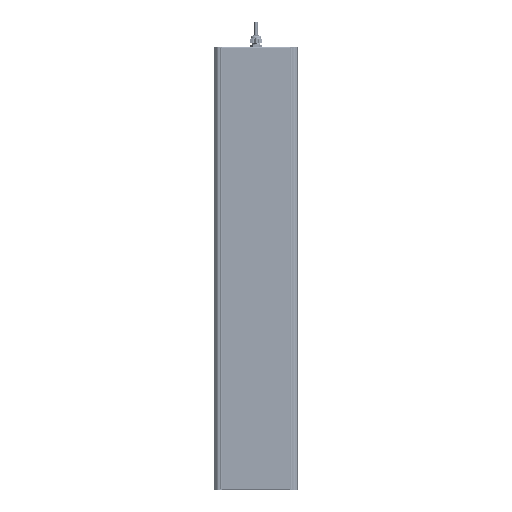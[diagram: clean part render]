
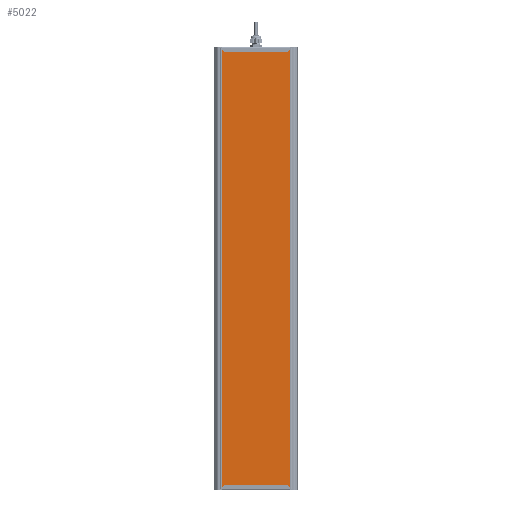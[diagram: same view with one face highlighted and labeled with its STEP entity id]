
A CAD part, front view. The second image highlights one B-rep face of the part: STEP entity #5022.
In plain terms, the highlighted face is planar.
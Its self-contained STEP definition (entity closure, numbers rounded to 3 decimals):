
#5022=ADVANCED_FACE('',(#16970),#16972,.T.);
#16970=FACE_BOUND('',#16971,.T.);
#16971=EDGE_LOOP('',(#50211,#50212,#50213,#50214));
#16972=PLANE('',#16973);
#16973=AXIS2_PLACEMENT_3D('',#16974,#16975,#16976);
#16974=CARTESIAN_POINT('',(2111.497,401.002,-34.582));
#16975=DIRECTION('',(0.,0.,-1.));
#16976=DIRECTION('',(0.,1.,0.));
#50211=ORIENTED_EDGE('',*,*,#59521,.F.);
#50212=ORIENTED_EDGE('',*,*,#59520,.T.);
#50213=ORIENTED_EDGE('',*,*,#59522,.F.);
#50214=ORIENTED_EDGE('',*,*,#59523,.F.);
#59520=EDGE_CURVE('',#66468,#66472,#66474,.T.);
#59521=EDGE_CURVE('',#66468,#66475,#66476,.T.);
#59522=EDGE_CURVE('',#66477,#66472,#66478,.T.);
#59523=EDGE_CURVE('',#66475,#66477,#66479,.T.);
#66468=VERTEX_POINT('',#87470);
#66472=VERTEX_POINT('',#87478);
#66474=LINE('',#87482,#87483);
#66475=VERTEX_POINT('',#87485);
#66476=LINE('',#87486,#87487);
#66477=VERTEX_POINT('',#87489);
#66478=LINE('',#87490,#87491);
#66479=LINE('',#87493,#87494);
#87470=CARTESIAN_POINT('',(2111.497,565.13,-34.582));
#87478=CARTESIAN_POINT('',(3107.497,565.13,-34.582));
#87482=CARTESIAN_POINT('',(2111.497,565.13,-34.582));
#87483=VECTOR('',#87484,1.);
#87484=DIRECTION('',(1.,0.,0.));
#87485=CARTESIAN_POINT('',(2111.497,401.002,-34.582));
#87486=CARTESIAN_POINT('',(2111.497,565.13,-34.582));
#87487=VECTOR('',#87488,1.);
#87488=DIRECTION('',(0.,-1.,0.));
#87489=CARTESIAN_POINT('',(3107.497,401.002,-34.582));
#87490=CARTESIAN_POINT('',(3107.497,401.002,-34.582));
#87491=VECTOR('',#87492,1.);
#87492=DIRECTION('',(0.,1.,0.));
#87493=CARTESIAN_POINT('',(2111.497,401.002,-34.582));
#87494=VECTOR('',#87495,1.);
#87495=DIRECTION('',(1.,0.,0.));
